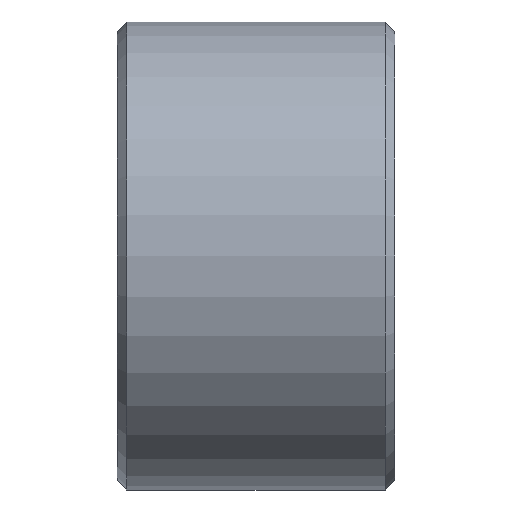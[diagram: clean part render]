
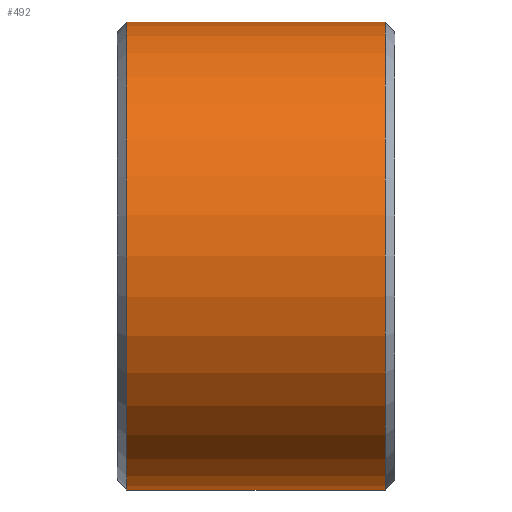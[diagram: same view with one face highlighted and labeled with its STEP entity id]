
A CAD part, left-side view. The second image highlights one B-rep face of the part: STEP entity #492.
In plain terms, the highlighted cylindrical face has radius 13.5 mm (diameter 27 mm), a partial arc.
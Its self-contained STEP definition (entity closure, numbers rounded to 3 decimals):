
#77 = VERTEX_POINT ( 'NONE', #1774 ) ;
#111 = AXIS2_PLACEMENT_3D ( 'NONE', #389, #1542, #762 ) ;
#263 = EDGE_CURVE ( 'NONE', #2272, #77, #1991, .T. ) ;
#307 = AXIS2_PLACEMENT_3D ( 'NONE', #1322, #1902, #1118 ) ;
#389 = CARTESIAN_POINT ( 'NONE',  ( 0., 7.444, 0. ) ) ;
#418 = DIRECTION ( 'NONE',  ( 0., 1., 0. ) ) ;
#492 = ADVANCED_FACE ( 'NONE', ( #2444 ), #1870, .T. ) ;
#610 = DIRECTION ( 'NONE',  ( 0., 0., 1. ) ) ;
#629 = LINE ( 'NONE', #1953, #947 ) ;
#727 = EDGE_CURVE ( 'NONE', #2272, #1590, #629, .T. ) ;
#757 = VECTOR ( 'NONE', #418, 1000. ) ;
#762 = DIRECTION ( 'NONE',  ( 0., 0., 1. ) ) ;
#768 = CARTESIAN_POINT ( 'NONE',  ( 0., -8., 13.5 ) ) ;
#900 = ORIENTED_EDGE ( 'NONE', *, *, #1867, .T. ) ;
#947 = VECTOR ( 'NONE', #1032, 1000. ) ;
#1015 = AXIS2_PLACEMENT_3D ( 'NONE', #1569, #1739, #610 ) ;
#1032 = DIRECTION ( 'NONE',  ( 0., 1., 0. ) ) ;
#1033 = CARTESIAN_POINT ( 'NONE',  ( 0., 7.444, 13.5 ) ) ;
#1039 = ORIENTED_EDGE ( 'NONE', *, *, #1072, .T. ) ;
#1072 = EDGE_CURVE ( 'NONE', #77, #1972, #1921, .T. ) ;
#1118 = DIRECTION ( 'NONE',  ( 0., 0., 1. ) ) ;
#1182 = CIRCLE ( 'NONE', #111, 13.5 ) ;
#1248 = ORIENTED_EDGE ( 'NONE', *, *, #263, .T. ) ;
#1322 = CARTESIAN_POINT ( 'NONE',  ( 0., -8., 0. ) ) ;
#1330 = EDGE_LOOP ( 'NONE', ( #1802, #1248, #1039, #900 ) ) ;
#1381 = CARTESIAN_POINT ( 'NONE',  ( 0., -7.444, -13.5 ) ) ;
#1542 = DIRECTION ( 'NONE',  ( 0., -1., 0. ) ) ;
#1569 = CARTESIAN_POINT ( 'NONE',  ( 0., -7.444, 0. ) ) ;
#1590 = VERTEX_POINT ( 'NONE', #1797 ) ;
#1739 = DIRECTION ( 'NONE',  ( 0., 1., 0. ) ) ;
#1774 = CARTESIAN_POINT ( 'NONE',  ( 0., -7.444, 13.5 ) ) ;
#1797 = CARTESIAN_POINT ( 'NONE',  ( 0., 7.444, -13.5 ) ) ;
#1802 = ORIENTED_EDGE ( 'NONE', *, *, #727, .F. ) ;
#1867 = EDGE_CURVE ( 'NONE', #1972, #1590, #1182, .T. ) ;
#1870 = CYLINDRICAL_SURFACE ( 'NONE', #307, 13.5 ) ;
#1902 = DIRECTION ( 'NONE',  ( 0., 1., 0. ) ) ;
#1921 = LINE ( 'NONE', #768, #757 ) ;
#1953 = CARTESIAN_POINT ( 'NONE',  ( 0., -8., -13.5 ) ) ;
#1972 = VERTEX_POINT ( 'NONE', #1033 ) ;
#1991 = CIRCLE ( 'NONE', #1015, 13.5 ) ;
#2272 = VERTEX_POINT ( 'NONE', #1381 ) ;
#2444 = FACE_OUTER_BOUND ( 'NONE', #1330, .T. ) ;
